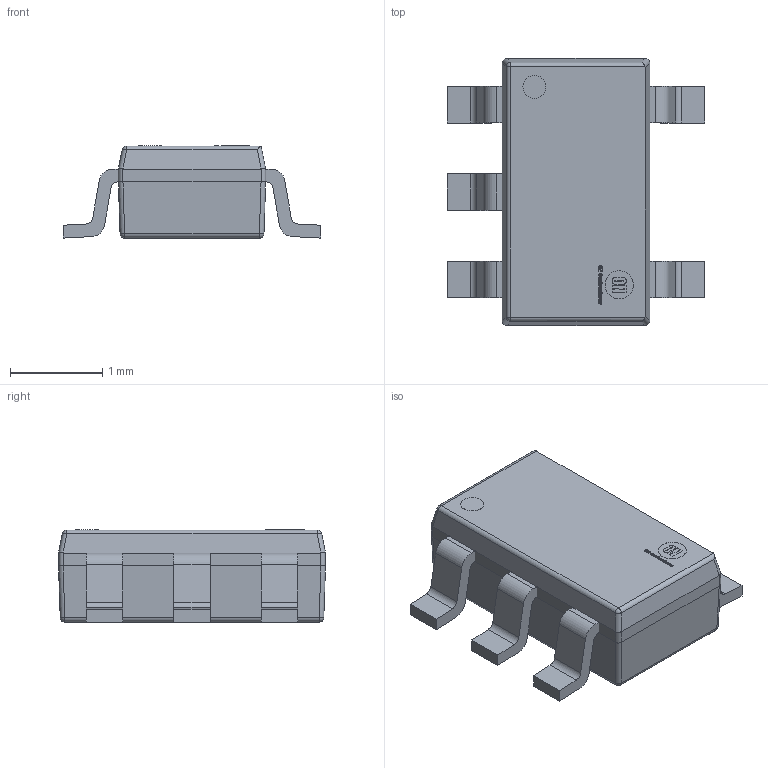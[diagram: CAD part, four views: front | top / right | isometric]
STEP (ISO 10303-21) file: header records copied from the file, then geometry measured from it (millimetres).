
FILE_DESCRIPTION(/* description */ (''),/* implementation_level */ '2;1');
FILE_NAME(/* name */ 'SOT23-5.stp',/* time_stamp */ '2019-08-22T18:52:26+02:00',/* author */ ('khaled'),/* organization */ (''),/* preprocessor_version */ 'ST-DEVELOPER v17.2',/* originating_system */ 'Autodesk Inventor 2019',/* authorisation */ '');
FILE_SCHEMA (('AUTOMOTIVE_DESIGN { 1 0 10303 214 3 1 1 }'));
Length unit declared in the file: millimetre
Products named in the file (5): max_SOT23-5; IC_BODY; IC_LEG; circle; ON Semiconductor
Assembly tree (8 placements, depth 2):
  max_SOT23-5
    IC_BODY
    IC_LEG  x5
    circle
    ON Semiconductor
Bounding box: 2.8 x 2.9 x 1 mm (x, y, z)
Volume: 4.9 mm3; surface area: 24.8 mm2
Topology: 25 solids, 25 shells, 465 faces, 1227 edges, 812 vertices
Faces by surface type: plane 221, bspline 198, cylinder 40, sphere 6
Full cylindrical faces by diameter (mm): 0.25 x1
Entity records: 13860 total; most frequent: CARTESIAN_POINT 4549, ORIENTED_EDGE 2166, DIRECTION 1347, EDGE_CURVE 1083, VERTEX_POINT 716, LINE 639, VECTOR 639, EDGE_LOOP 423
